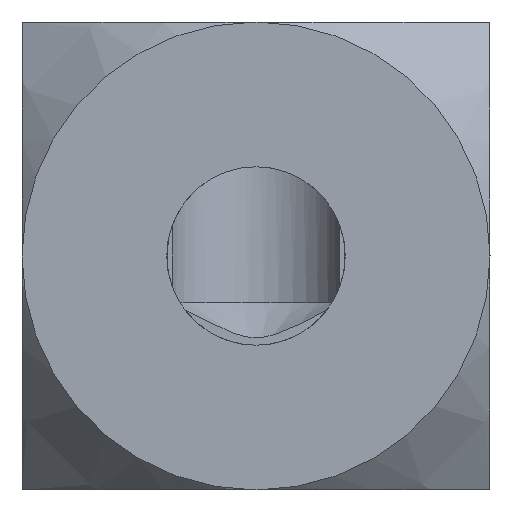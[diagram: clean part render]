
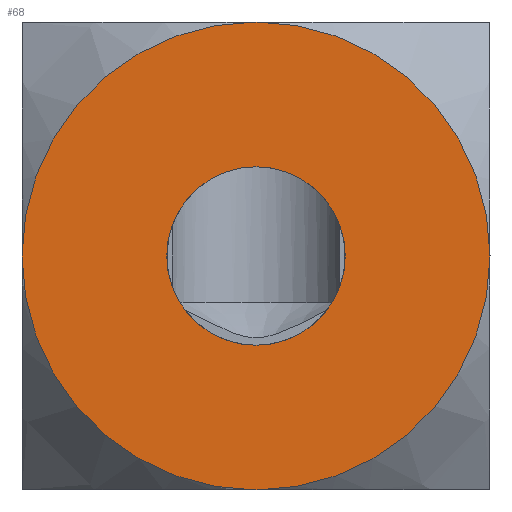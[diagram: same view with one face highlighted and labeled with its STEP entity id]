
A CAD part, front view. The second image highlights one B-rep face of the part: STEP entity #68.
In plain terms, the highlighted planar face has unit normal (0, -1, 0).
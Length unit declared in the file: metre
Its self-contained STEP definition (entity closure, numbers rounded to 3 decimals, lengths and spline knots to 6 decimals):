
#68 = ADVANCED_FACE( '', ( #147, #148 ), #149, .F. );
#147 = FACE_BOUND( '', #250, .T. );
#148 = FACE_OUTER_BOUND( '', #251, .T. );
#149 = PLANE( '', #252 );
#250 = EDGE_LOOP( '', ( #359 ) );
#251 = EDGE_LOOP( '', ( #360, #361, #362, #363 ) );
#252 = AXIS2_PLACEMENT_3D( '', #364, #365, #366 );
#359 = ORIENTED_EDGE( '', *, *, #559, .T. );
#360 = ORIENTED_EDGE( '', *, *, #560, .F. );
#361 = ORIENTED_EDGE( '', *, *, #561, .T. );
#362 = ORIENTED_EDGE( '', *, *, #562, .F. );
#363 = ORIENTED_EDGE( '', *, *, #563, .F. );
#364 = CARTESIAN_POINT( '', ( -0.015, 0., 0.015 ) );
#365 = DIRECTION( '', ( 0., 1., 0. ) );
#366 = DIRECTION( '', ( 0., 0., 1. ) );
#559 = EDGE_CURVE( '', #647, #647, #648, .T. );
#560 = EDGE_CURVE( '', #649, #650, #651, .T. );
#561 = EDGE_CURVE( '', #649, #652, #653, .T. );
#562 = EDGE_CURVE( '', #654, #652, #655, .T. );
#563 = EDGE_CURVE( '', #650, #654, #656, .T. );
#647 = VERTEX_POINT( '', #807 );
#648 = CIRCLE( '', #808, 0.005723 );
#649 = VERTEX_POINT( '', #809 );
#650 = VERTEX_POINT( '', #810 );
#651 = CIRCLE( '', #811, 0.015 );
#652 = VERTEX_POINT( '', #812 );
#653 = CIRCLE( '', #813, 0.015 );
#654 = VERTEX_POINT( '', #814 );
#655 = CIRCLE( '', #815, 0.015 );
#656 = CIRCLE( '', #816, 0.015 );
#807 = CARTESIAN_POINT( '', ( 0., 0., -0.005723 ) );
#808 = AXIS2_PLACEMENT_3D( '', #1175, #1176, #1177 );
#809 = CARTESIAN_POINT( '', ( 0., 0., 0.015 ) );
#810 = CARTESIAN_POINT( '', ( 0.015, 0., 0. ) );
#811 = AXIS2_PLACEMENT_3D( '', #1178, #1179, #1180 );
#812 = CARTESIAN_POINT( '', ( -0.015, 0., 0. ) );
#813 = AXIS2_PLACEMENT_3D( '', #1181, #1182, #1183 );
#814 = CARTESIAN_POINT( '', ( 0., 0., -0.015 ) );
#815 = AXIS2_PLACEMENT_3D( '', #1184, #1185, #1186 );
#816 = AXIS2_PLACEMENT_3D( '', #1187, #1188, #1189 );
#1175 = CARTESIAN_POINT( '', ( 0., 0., 0. ) );
#1176 = DIRECTION( '', ( 0., 1., 0. ) );
#1177 = DIRECTION( '', ( 0., 0., -1. ) );
#1178 = CARTESIAN_POINT( '', ( 0., 0., 0. ) );
#1179 = DIRECTION( '', ( 0., 1., 0. ) );
#1180 = DIRECTION( '', ( 0., 0., 1. ) );
#1181 = CARTESIAN_POINT( '', ( 0., 0., 0. ) );
#1182 = DIRECTION( '', ( 0., -1., 0. ) );
#1183 = DIRECTION( '', ( 0., 0., -1. ) );
#1184 = CARTESIAN_POINT( '', ( 0., 0., 0. ) );
#1185 = DIRECTION( '', ( 0., 1., 0. ) );
#1186 = DIRECTION( '', ( 0., 0., 1. ) );
#1187 = CARTESIAN_POINT( '', ( 0., 0., 0. ) );
#1188 = DIRECTION( '', ( 0., 1., 0. ) );
#1189 = DIRECTION( '', ( 0., 0., 1. ) );
